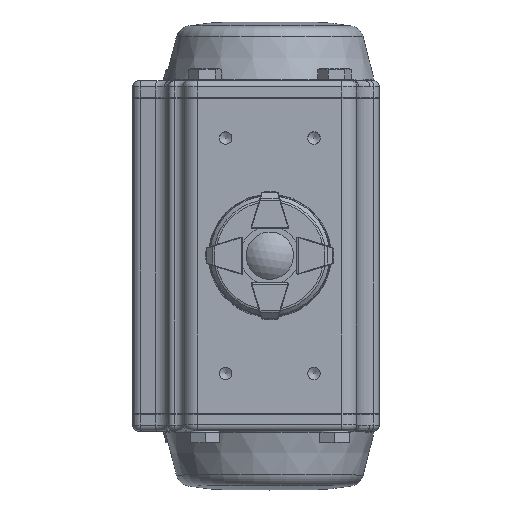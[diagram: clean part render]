
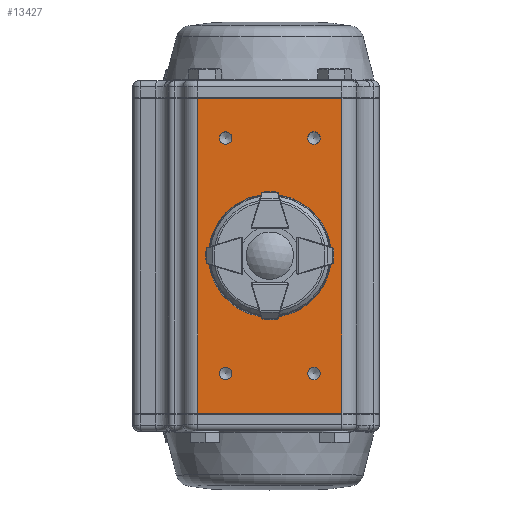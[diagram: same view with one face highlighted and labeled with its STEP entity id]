
A CAD part, top view. The second image highlights one B-rep face of the part: STEP entity #13427.
In plain terms, the highlighted face is planar.
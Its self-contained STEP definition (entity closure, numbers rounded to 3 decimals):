
#1114=CIRCLE('',#14373,2.1);
#1116=CIRCLE('',#14377,2.1);
#1118=CIRCLE('',#14381,2.1);
#1120=CIRCLE('',#14385,2.1);
#1122=CIRCLE('',#14388,12.45);
#2431=ORIENTED_EDGE('',*,*,#5873,.F.);
#2432=ORIENTED_EDGE('',*,*,#5968,.F.);
#2433=ORIENTED_EDGE('',*,*,#5935,.T.);
#2434=ORIENTED_EDGE('',*,*,#5969,.T.);
#2435=ORIENTED_EDGE('',*,*,#5830,.T.);
#2436=ORIENTED_EDGE('',*,*,#5828,.F.);
#2437=ORIENTED_EDGE('',*,*,#5826,.F.);
#2438=ORIENTED_EDGE('',*,*,#5824,.F.);
#2439=ORIENTED_EDGE('',*,*,#5822,.F.);
#5822=EDGE_CURVE('',#7744,#7744,#1114,.T.);
#5824=EDGE_CURVE('',#7747,#7747,#1116,.T.);
#5826=EDGE_CURVE('',#7750,#7750,#1118,.T.);
#5828=EDGE_CURVE('',#7753,#7753,#1120,.T.);
#5830=EDGE_CURVE('',#7755,#7755,#1122,.T.);
#5873=EDGE_CURVE('',#7787,#7788,#8896,.T.);
#5935=EDGE_CURVE('',#7850,#7849,#8922,.T.);
#5968=EDGE_CURVE('',#7850,#7787,#8938,.T.);
#5969=EDGE_CURVE('',#7849,#7788,#8939,.T.);
#7744=VERTEX_POINT('',#20482);
#7747=VERTEX_POINT('',#20489);
#7750=VERTEX_POINT('',#20496);
#7753=VERTEX_POINT('',#20503);
#7755=VERTEX_POINT('',#20508);
#7787=VERTEX_POINT('',#20594);
#7788=VERTEX_POINT('',#20596);
#7849=VERTEX_POINT('',#20719);
#7850=VERTEX_POINT('',#20721);
#8896=LINE('',#20595,#9736);
#8922=LINE('',#20720,#9762);
#8938=LINE('',#20785,#9778);
#8939=LINE('',#20787,#9779);
#9736=VECTOR('',#16321,1000.);
#9762=VECTOR('',#16421,1000.);
#9778=VECTOR('',#16479,1000.);
#9779=VECTOR('',#16482,1000.);
#10741=EDGE_LOOP('',(#2431,#2432,#2433,#2434));
#10742=EDGE_LOOP('',(#2435));
#10743=EDGE_LOOP('',(#2436));
#10744=EDGE_LOOP('',(#2437));
#10745=EDGE_LOOP('',(#2438));
#10746=EDGE_LOOP('',(#2439));
#11839=FACE_BOUND('',#10741,.T.);
#11840=FACE_BOUND('',#10742,.T.);
#11841=FACE_BOUND('',#10743,.T.);
#11842=FACE_BOUND('',#10744,.T.);
#11843=FACE_BOUND('',#10745,.T.);
#11844=FACE_BOUND('',#10746,.T.);
#12750=PLANE('',#14514);
#13427=ADVANCED_FACE('',(#11839,#11840,#11841,#11842,#11843,#11844),#12750,
 .T.);
#14373=AXIS2_PLACEMENT_3D('',#20481,#16206,#16207);
#14377=AXIS2_PLACEMENT_3D('',#20488,#16214,#16215);
#14381=AXIS2_PLACEMENT_3D('',#20495,#16222,#16223);
#14385=AXIS2_PLACEMENT_3D('',#20502,#16230,#16231);
#14388=AXIS2_PLACEMENT_3D('',#20507,#16236,#16237);
#14514=AXIS2_PLACEMENT_3D('',#20923,#16623,#16624);
#16206=DIRECTION('',(0.,1.,0.));
#16207=DIRECTION('',(0.,0.,1.));
#16214=DIRECTION('',(0.,1.,0.));
#16215=DIRECTION('',(0.,0.,1.));
#16222=DIRECTION('',(0.,1.,0.));
#16223=DIRECTION('',(0.,0.,1.));
#16230=DIRECTION('',(0.,1.,0.));
#16231=DIRECTION('',(0.,0.,1.));
#16236=DIRECTION('',(0.,-1.,0.));
#16237=DIRECTION('',(0.,0.,1.));
#16321=DIRECTION('',(1.,0.,0.));
#16421=DIRECTION('',(1.,0.,0.));
#16479=DIRECTION('',(0.,0.,-1.));
#16482=DIRECTION('',(0.,0.,-1.));
#16623=DIRECTION('',(0.,1.,0.));
#16624=DIRECTION('',(1.,0.,0.));
#20481=CARTESIAN_POINT('',(-15.,42.35,40.));
#20482=CARTESIAN_POINT('',(-15.,42.35,42.1));
#20488=CARTESIAN_POINT('',(15.,42.35,40.));
#20489=CARTESIAN_POINT('',(15.,42.35,42.1));
#20495=CARTESIAN_POINT('',(15.,42.35,-40.));
#20496=CARTESIAN_POINT('',(15.,42.35,-37.9));
#20502=CARTESIAN_POINT('',(-15.,42.35,-40.));
#20503=CARTESIAN_POINT('',(-15.,42.35,-37.9));
#20507=CARTESIAN_POINT('',(0.,42.35,0.));
#20508=CARTESIAN_POINT('',(0.,42.35,12.45));
#20594=CARTESIAN_POINT('',(-24.5,42.35,-53.5));
#20595=CARTESIAN_POINT('',(-24.5,42.35,-53.5));
#20596=CARTESIAN_POINT('',(24.5,42.35,-53.5));
#20719=CARTESIAN_POINT('',(24.5,42.35,53.5));
#20720=CARTESIAN_POINT('',(-24.5,42.35,53.5));
#20721=CARTESIAN_POINT('',(-24.5,42.35,53.5));
#20785=CARTESIAN_POINT('',(-24.5,42.35,53.5));
#20787=CARTESIAN_POINT('',(24.5,42.35,53.5));
#20923=CARTESIAN_POINT('',(-24.5,42.35,53.5));
